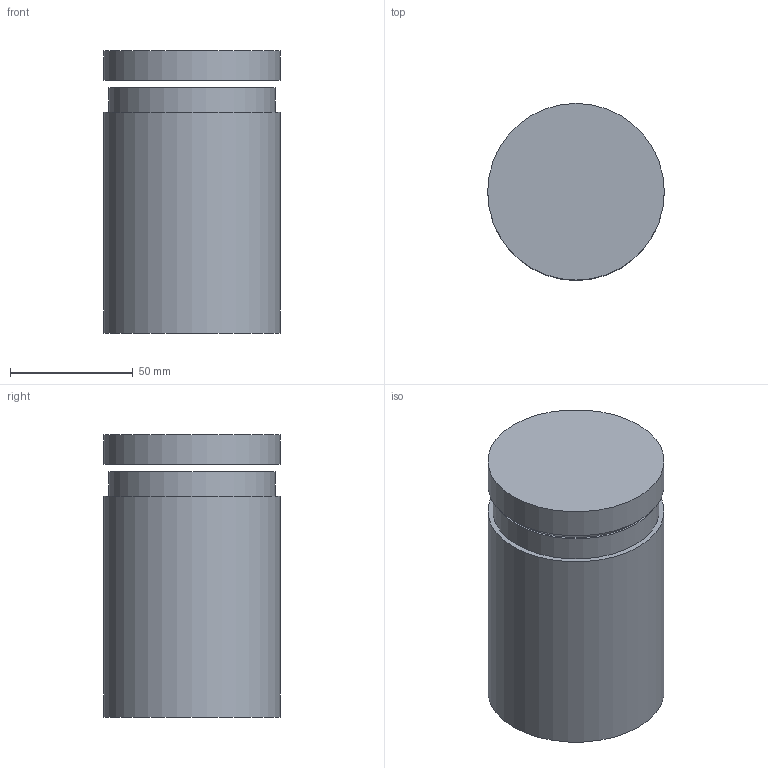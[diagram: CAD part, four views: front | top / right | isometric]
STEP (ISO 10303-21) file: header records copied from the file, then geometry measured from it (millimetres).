
FILE_DESCRIPTION(/* description */ ('','CAx-IF Rec.Pracs.---Representation and Presentation of Product Manufacturing Information (PMI)---4.0---2014-10-13'),/* implementation_level */ '2;1');
FILE_NAME(/* name */ 'tea_container v2.step',/* time_stamp */ '2025-01-28T15:24:30+08:00',/* author */ (''),/* organization */ (''),/* preprocessor_version */ 'ST-DEVELOPER v20',/* originating_system */ 'Autodesk Translation Framework v13.20.0.188',/* authorisation */ '');
FILE_SCHEMA (('AP242_MANAGED_MODEL_BASED_3D_ENGINEERING_MIM_LF { 1 0 10303 442 1 1 4 }'));
Length unit declared in the file: millimetre
Products named in the file (1): tea_container
Bounding box: 72 x 72 x 115 mm (x, y, z)
Volume: 83223.7 mm3; surface area: 63738 mm2
Topology: 2 solids, 2 shells, 12 faces, 15 edges, 10 vertices
Faces by surface type: plane 7, cylinder 5
Full cylindrical faces by diameter (mm): 66 x1, 67.822 x1, 68.022 x1, 72 x2
Entity records: 281 total; most frequent: DIRECTION 51, CARTESIAN_POINT 38, ORIENTED_EDGE 30, AXIS2_PLACEMENT_3D 23, EDGE_LOOP 15, EDGE_CURVE 15, FACE_OUTER_BOUND 12, ADVANCED_FACE 12
